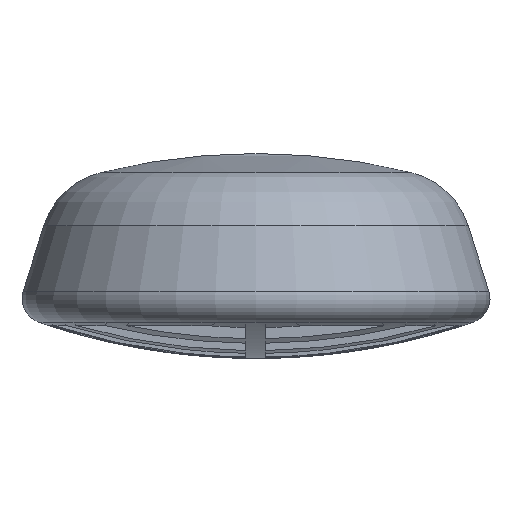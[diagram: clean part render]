
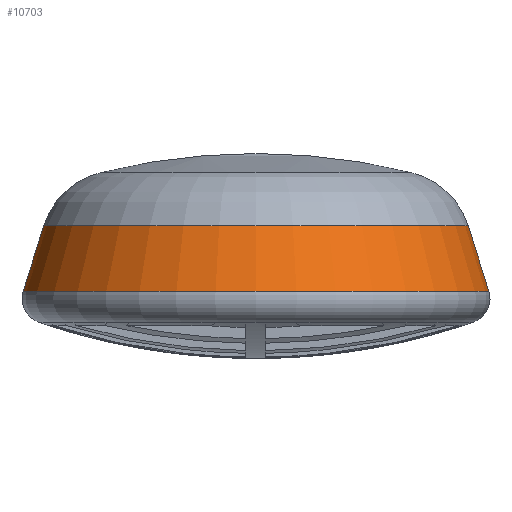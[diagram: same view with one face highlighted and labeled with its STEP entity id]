
A CAD part, front view. The second image highlights one B-rep face of the part: STEP entity #10703.
In plain terms, the highlighted conical face has half-angle 17.5 degrees and reference radius 22.483 mm.
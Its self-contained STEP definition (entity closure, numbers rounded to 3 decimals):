
#608=CARTESIAN_POINT('',(-28.64,-140.646,173.957));
#609=DIRECTION('',(0.,0.,-1.));
#610=DIRECTION('',(1.,0.,0.));
#611=AXIS2_PLACEMENT_3D('',#608,#609,#610);
#692=DIRECTION('',(-0.301,0.,-0.954));
#693=VECTOR('',#692,6.946);
#694=CARTESIAN_POINT('',(-50.08,-140.646,180.581));
#695=LINE('',#694,#693);
#699=DIRECTION('',(-0.301,0.,0.954));
#700=VECTOR('',#699,6.946);
#701=CARTESIAN_POINT('',(-5.113,-140.646,173.957));
#702=LINE('',#701,#700);
#782=CARTESIAN_POINT('',(-28.64,-140.646,180.581));
#783=DIRECTION('',(0.,0.,1.));
#784=DIRECTION('',(-1.,0.,0.));
#785=AXIS2_PLACEMENT_3D('',#782,#783,#784);
#9757=CARTESIAN_POINT('',(-7.201,-140.646,
180.581));
#9758=VERTEX_POINT('',#9757);
#9763=CARTESIAN_POINT('',(-50.08,-140.646,
180.581));
#9764=VERTEX_POINT('',#9763);
#9765=CARTESIAN_POINT('',(-5.113,-140.646,
173.957));
#9766=CARTESIAN_POINT('',(-52.168,-140.646,
173.957));
#9767=VERTEX_POINT('',#9765);
#9768=VERTEX_POINT('',#9766);
#10690=CARTESIAN_POINT('',(-28.64,-140.646,
177.269));
#10691=DIRECTION('',(0.,0.,-1.));
#10692=DIRECTION('',(1.,0.,0.));
#10693=AXIS2_PLACEMENT_3D('',#10690,#10691,#10692);
#10694=CONICAL_SURFACE('',#10693,22.484,17.5);
#10695=ORIENTED_EDGE('',*,*,#10565,.T.);
#10697=ORIENTED_EDGE('',*,*,#10696,.F.);
#10699=ORIENTED_EDGE('',*,*,#10698,.T.);
#10700=ORIENTED_EDGE('',*,*,#10669,.F.);
#10701=EDGE_LOOP('',(#10695,#10697,#10699,#10700));
#10702=FACE_OUTER_BOUND('',#10701,.F.);
#612=CIRCLE('',#611,23.528);
#786=CIRCLE('',#785,21.439);
#10565=EDGE_CURVE('',#9767,#9768,#612,.T.);
#10669=EDGE_CURVE('',#9767,#9758,#702,.T.);
#10696=EDGE_CURVE('',#9764,#9768,#695,.T.);
#10698=EDGE_CURVE('',#9764,#9758,#786,.T.);
#10703=ADVANCED_FACE('',(#10702),#10694,.T.);
